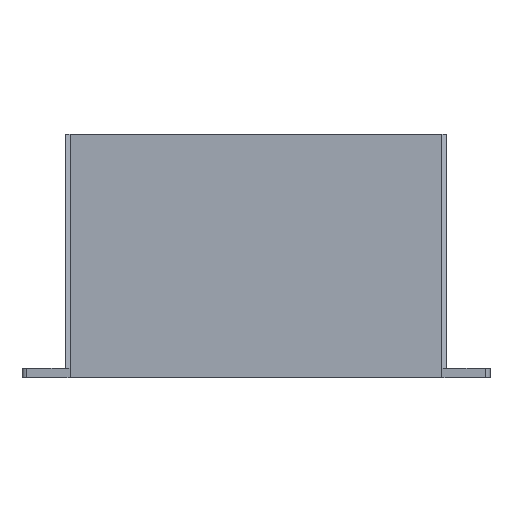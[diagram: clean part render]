
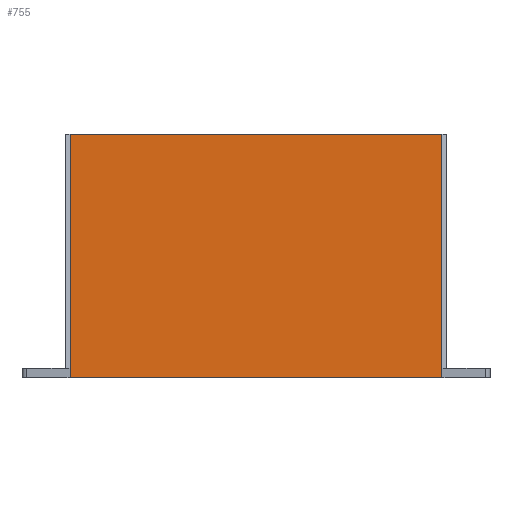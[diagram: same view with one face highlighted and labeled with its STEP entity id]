
A CAD part, top view. The second image highlights one B-rep face of the part: STEP entity #755.
In plain terms, the highlighted planar face has unit normal (0, 0, 1).
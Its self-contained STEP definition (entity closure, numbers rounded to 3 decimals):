
#268=CARTESIAN_POINT('',(855.4,-80.,77.18));
#269=VERTEX_POINT('',#268);
#276=CARTESIAN_POINT('',(696.6,-80.,77.18));
#277=VERTEX_POINT('',#276);
#278=CARTESIAN_POINT('',(855.4,-80.,77.18));
#279=DIRECTION('',(-1.,-0.,0.));
#280=VECTOR('',#279,158.8);
#281=LINE('',#278,#280);
#282=EDGE_CURVE('',#269,#277,#281,.T.);
#699=CARTESIAN_POINT('',(696.6,24.,77.18));
#700=VERTEX_POINT('',#699);
#707=CARTESIAN_POINT('',(855.4,24.,77.18));
#708=VERTEX_POINT('',#707);
#709=CARTESIAN_POINT('',(696.6,24.,77.18));
#710=DIRECTION('',(1.,0.,-0.));
#711=VECTOR('',#710,158.8);
#712=LINE('',#709,#711);
#713=EDGE_CURVE('',#700,#708,#712,.T.);
#734=CARTESIAN_POINT('',(745.4,-78.5,77.18));
#735=DIRECTION('',(-0.,-0.,-1.));
#736=DIRECTION('',(1.,0.,-0.));
#737=AXIS2_PLACEMENT_3D('',#734,#735,#736);
#738=PLANE('',#737);
#739=ORIENTED_EDGE('',*,*,#713,.F.);
#740=CARTESIAN_POINT('',(696.6,24.,77.18));
#741=DIRECTION('',(0.,-1.,0.));
#742=VECTOR('',#741,104.);
#743=LINE('',#740,#742);
#744=EDGE_CURVE('',#700,#277,#743,.T.);
#745=ORIENTED_EDGE('',*,*,#744,.T.);
#746=ORIENTED_EDGE('',*,*,#282,.F.);
#747=CARTESIAN_POINT('',(855.4,24.,77.18));
#748=DIRECTION('',(0.,-1.,-0.));
#749=VECTOR('',#748,104.);
#750=LINE('',#747,#749);
#751=EDGE_CURVE('',#708,#269,#750,.T.);
#752=ORIENTED_EDGE('',*,*,#751,.F.);
#753=EDGE_LOOP('',(#739,#745,#746,#752));
#754=FACE_BOUND('',#753,.T.);
#755=ADVANCED_FACE('',(#754),#738,.F.);
